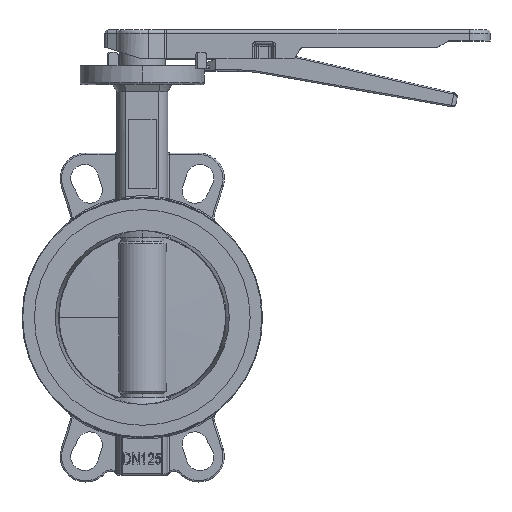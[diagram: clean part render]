
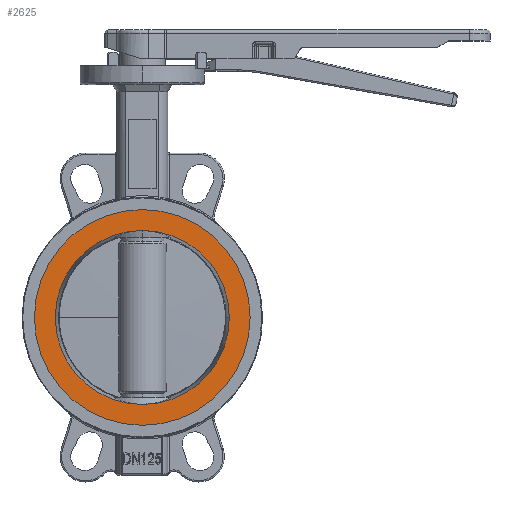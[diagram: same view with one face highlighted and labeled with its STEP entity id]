
A CAD part, top view. The second image highlights one B-rep face of the part: STEP entity #2625.
In plain terms, the highlighted planar face has unit normal (0, 0, 1).
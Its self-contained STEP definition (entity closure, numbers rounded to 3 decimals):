
#417 = EDGE_CURVE ( 'NONE', #10535, #1309, #8435, .T. ) ;
#612 = DIRECTION ( 'NONE',  ( 1., 0., 0. ) ) ;
#1309 = VERTEX_POINT ( 'NONE', #13817 ) ;
#2625 = ADVANCED_FACE ( 'NONE', ( #5590, #9368 ), #17061, .T. ) ;
#2799 = EDGE_LOOP ( 'NONE', ( #20666, #16040 ) ) ;
#3550 = CIRCLE ( 'NONE', #20246, 78. ) ;
#4203 = DIRECTION ( 'NONE',  ( 1., 0., 0. ) ) ;
#4608 = EDGE_CURVE ( 'NONE', #7180, #8757, #6489, .T. ) ;
#4818 = CARTESIAN_POINT ( 'NONE',  ( -114.017, -35.337, 355.458 ) ) ;
#5516 = EDGE_CURVE ( 'NONE', #1309, #10535, #16636, .T. ) ;
#5590 = FACE_BOUND ( 'NONE', #2799, .T. ) ;
#6042 = ORIENTED_EDGE ( 'NONE', *, *, #4608, .T. ) ;
#6215 = CARTESIAN_POINT ( 'NONE',  ( -192.017, -35.337, 355.458 ) ) ;
#6444 = CARTESIAN_POINT ( 'NONE',  ( -192.017, -35.337, 355.458 ) ) ;
#6489 = CIRCLE ( 'NONE', #13836, 78. ) ;
#7180 = VERTEX_POINT ( 'NONE', #4818 ) ;
#7828 = DIRECTION ( 'NONE',  ( 1., 0., 0. ) ) ;
#8054 = DIRECTION ( 'NONE',  ( 1., 0., 0. ) ) ;
#8435 = CIRCLE ( 'NONE', #11192, 62.939 ) ;
#8757 = VERTEX_POINT ( 'NONE', #15282 ) ;
#9368 = FACE_OUTER_BOUND ( 'NONE', #12033, .T. ) ;
#10271 = DIRECTION ( 'NONE',  ( 0., 0., 1. ) ) ;
#10535 = VERTEX_POINT ( 'NONE', #16604 ) ;
#11192 = AXIS2_PLACEMENT_3D ( 'NONE', #12519, #20796, #17207 ) ;
#12033 = EDGE_LOOP ( 'NONE', ( #6042, #20184 ) ) ;
#12519 = CARTESIAN_POINT ( 'NONE',  ( -192.017, -35.337, 355.458 ) ) ;
#13817 = CARTESIAN_POINT ( 'NONE',  ( -254.956, -35.337, 355.458 ) ) ;
#13836 = AXIS2_PLACEMENT_3D ( 'NONE', #6215, #17527, #7828 ) ;
#13862 = DIRECTION ( 'NONE',  ( 0., 0., 1. ) ) ;
#14380 = AXIS2_PLACEMENT_3D ( 'NONE', #6444, #17754, #8054 ) ;
#14478 = AXIS2_PLACEMENT_3D ( 'NONE', #18680, #13862, #4203 ) ;
#15282 = CARTESIAN_POINT ( 'NONE',  ( -270.017, -35.337, 355.458 ) ) ;
#16040 = ORIENTED_EDGE ( 'NONE', *, *, #5516, .F. ) ;
#16604 = CARTESIAN_POINT ( 'NONE',  ( -129.078, -35.337, 355.458 ) ) ;
#16636 = CIRCLE ( 'NONE', #14380, 62.939 ) ;
#17061 = PLANE ( 'NONE',  #14478 ) ;
#17207 = DIRECTION ( 'NONE',  ( 1., 0., 0. ) ) ;
#17527 = DIRECTION ( 'NONE',  ( 0., 0., 1. ) ) ;
#17754 = DIRECTION ( 'NONE',  ( 0., 0., 1. ) ) ;
#18680 = CARTESIAN_POINT ( 'NONE',  ( -192.017, -35.337, 355.458 ) ) ;
#19985 = CARTESIAN_POINT ( 'NONE',  ( -192.017, -35.337, 355.458 ) ) ;
#20184 = ORIENTED_EDGE ( 'NONE', *, *, #20921, .T. ) ;
#20246 = AXIS2_PLACEMENT_3D ( 'NONE', #19985, #10271, #612 ) ;
#20666 = ORIENTED_EDGE ( 'NONE', *, *, #417, .F. ) ;
#20796 = DIRECTION ( 'NONE',  ( 0., 0., 1. ) ) ;
#20921 = EDGE_CURVE ( 'NONE', #8757, #7180, #3550, .T. ) ;
